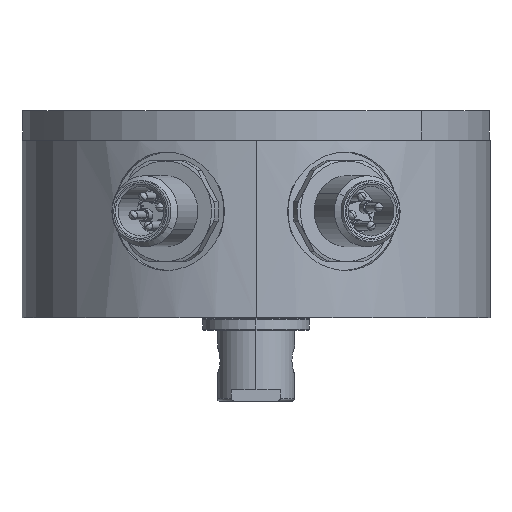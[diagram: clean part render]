
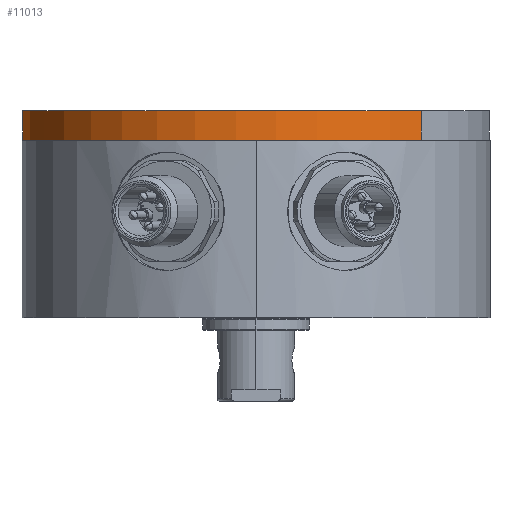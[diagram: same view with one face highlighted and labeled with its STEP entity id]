
A CAD part, front view. The second image highlights one B-rep face of the part: STEP entity #11013.
In plain terms, the highlighted cylindrical face has radius 39.5 mm (diameter 79 mm), a partial arc.
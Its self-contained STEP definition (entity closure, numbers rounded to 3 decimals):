
#882 = VERTEX_POINT ( 'NONE', #16008 ) ;
#1545 = AXIS2_PLACEMENT_3D ( 'NONE', #13112, #15126, #14898 ) ;
#2635 = CARTESIAN_POINT ( 'NONE',  ( 0., 0., 39.5 ) ) ;
#2925 = ORIENTED_EDGE ( 'NONE', *, *, #12794, .F. ) ;
#3288 = ORIENTED_EDGE ( 'NONE', *, *, #13985, .T. ) ;
#3621 = ORIENTED_EDGE ( 'NONE', *, *, #16240, .F. ) ;
#4454 = LINE ( 'NONE', #7830, #20198 ) ;
#6794 = DIRECTION ( 'NONE',  ( 0., -1., 0. ) ) ;
#7295 = CYLINDRICAL_SURFACE ( 'NONE', #1545, 39.5 ) ;
#7830 = CARTESIAN_POINT ( 'NONE',  ( 0., -55., 39.5 ) ) ;
#8307 = DIRECTION ( 'NONE',  ( 0., 0., -1. ) ) ;
#9273 = VERTEX_POINT ( 'NONE', #9456 ) ;
#9456 = CARTESIAN_POINT ( 'NONE',  ( 0., 0., -39.5 ) ) ;
#9671 = AXIS2_PLACEMENT_3D ( 'NONE', #22318, #15194, #11439 ) ;
#9934 = VERTEX_POINT ( 'NONE', #2635 ) ;
#11013 = ADVANCED_FACE ( 'NONE', ( #16567 ), #7295, .T. ) ;
#11439 = DIRECTION ( 'NONE',  ( 0., 0., -1. ) ) ;
#11687 = ORIENTED_EDGE ( 'NONE', *, *, #22343, .T. ) ;
#12192 = VERTEX_POINT ( 'NONE', #17049 ) ;
#12209 = EDGE_LOOP ( 'NONE', ( #3288, #11687, #3621, #2925 ) ) ;
#12794 = EDGE_CURVE ( 'NONE', #12192, #9273, #15085, .T. ) ;
#13112 = CARTESIAN_POINT ( 'NONE',  ( 0., -55., 0. ) ) ;
#13985 = EDGE_CURVE ( 'NONE', #12192, #882, #17249, .T. ) ;
#14256 = DIRECTION ( 'NONE',  ( 0., -1., 0. ) ) ;
#14273 = CIRCLE ( 'NONE', #9671, 39.5 ) ;
#14423 = AXIS2_PLACEMENT_3D ( 'NONE', #17341, #6794, #8307 ) ;
#14804 = DIRECTION ( 'NONE',  ( 0., -1., 0. ) ) ;
#14898 = DIRECTION ( 'NONE',  ( 0., 0., -1. ) ) ;
#15085 = LINE ( 'NONE', #19880, #17644 ) ;
#15126 = DIRECTION ( 'NONE',  ( 0., -1., 0. ) ) ;
#15194 = DIRECTION ( 'NONE',  ( 0., -1., 0. ) ) ;
#16008 = CARTESIAN_POINT ( 'NONE',  ( 0., 5., 39.5 ) ) ;
#16240 = EDGE_CURVE ( 'NONE', #9273, #9934, #14273, .T. ) ;
#16567 = FACE_OUTER_BOUND ( 'NONE', #12209, .T. ) ;
#17049 = CARTESIAN_POINT ( 'NONE',  ( 0., 5., -39.5 ) ) ;
#17249 = CIRCLE ( 'NONE', #14423, 39.5 ) ;
#17341 = CARTESIAN_POINT ( 'NONE',  ( 0., 5., 0. ) ) ;
#17644 = VECTOR ( 'NONE', #14256, 1000. ) ;
#19880 = CARTESIAN_POINT ( 'NONE',  ( 0., -55., -39.5 ) ) ;
#20198 = VECTOR ( 'NONE', #14804, 1000. ) ;
#22318 = CARTESIAN_POINT ( 'NONE',  ( 0., 0., 0. ) ) ;
#22343 = EDGE_CURVE ( 'NONE', #882, #9934, #4454, .T. ) ;
